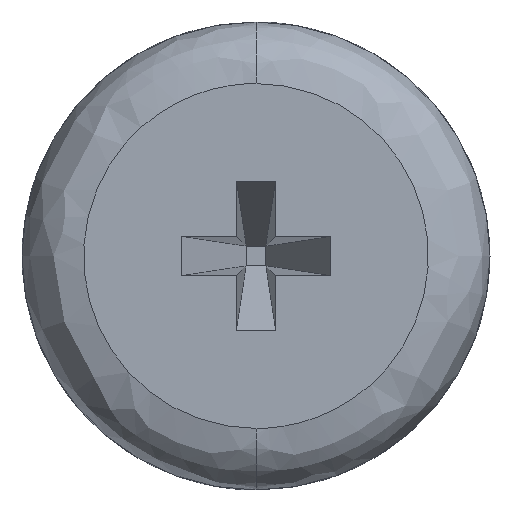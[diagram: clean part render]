
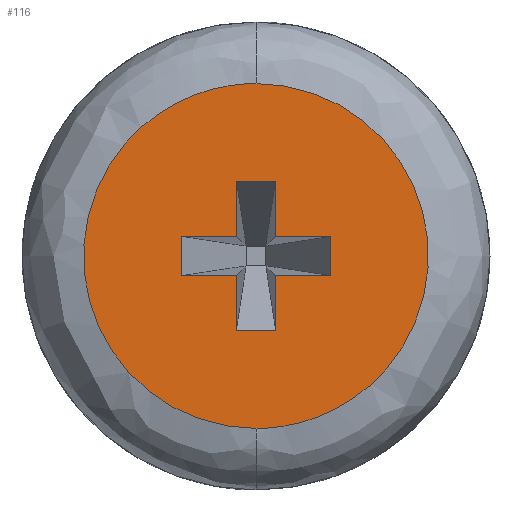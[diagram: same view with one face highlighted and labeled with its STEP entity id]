
A CAD part, left-side view. The second image highlights one B-rep face of the part: STEP entity #116.
In plain terms, the highlighted planar face has unit normal (-1, 0, 0).
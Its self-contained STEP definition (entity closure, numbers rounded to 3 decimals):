
#116=ADVANCED_FACE('NONE',(#272,#273),#274,.T.);
#272=FACE_OUTER_BOUND('',#1938,.T.);
#273=FACE_BOUND('',#1939,.T.);
#274=PLANE('',#1940);
#1938=EDGE_LOOP('',(#2255,#2256));
#1939=EDGE_LOOP('',(#2257,#2258,#2259,#2260,#2261,#2262,#2263,#2264,#2265,#2266,#2267,#2268));
#1940=AXIS2_PLACEMENT_3D('',#2269,#2270,#2271);
#2255=ORIENTED_EDGE('',*,*,#2493,.F.);
#2256=ORIENTED_EDGE('',*,*,#2496,.F.);
#2257=ORIENTED_EDGE('',*,*,#2497,.T.);
#2258=ORIENTED_EDGE('',*,*,#2498,.T.);
#2259=ORIENTED_EDGE('',*,*,#2499,.T.);
#2260=ORIENTED_EDGE('',*,*,#2500,.T.);
#2261=ORIENTED_EDGE('',*,*,#2501,.T.);
#2262=ORIENTED_EDGE('',*,*,#2502,.T.);
#2263=ORIENTED_EDGE('',*,*,#2503,.T.);
#2264=ORIENTED_EDGE('',*,*,#2504,.T.);
#2265=ORIENTED_EDGE('',*,*,#2505,.T.);
#2266=ORIENTED_EDGE('',*,*,#2506,.T.);
#2267=ORIENTED_EDGE('',*,*,#2507,.T.);
#2268=ORIENTED_EDGE('',*,*,#2508,.T.);
#2269=CARTESIAN_POINT('',(0.0,-2.125,-2.125));
#2270=DIRECTION('',(-1.0,0.0,0.0));
#2271=DIRECTION('',(0.0,0.0,1.0));
#2493=EDGE_CURVE('NONE',#2735,#2736,#2737,.T.);
#2496=EDGE_CURVE('NONE',#2736,#2735,#2740,.T.);
#2497=EDGE_CURVE('NONE',#2741,#2742,#2743,.T.);
#2498=EDGE_CURVE('NONE',#2742,#2744,#2745,.T.);
#2499=EDGE_CURVE('NONE',#2744,#2746,#2747,.T.);
#2500=EDGE_CURVE('NONE',#2746,#2748,#2749,.T.);
#2501=EDGE_CURVE('NONE',#2748,#2750,#2751,.T.);
#2502=EDGE_CURVE('NONE',#2750,#2752,#2753,.T.);
#2503=EDGE_CURVE('NONE',#2752,#2754,#2755,.T.);
#2504=EDGE_CURVE('NONE',#2754,#2756,#2757,.T.);
#2505=EDGE_CURVE('NONE',#2756,#2758,#2759,.T.);
#2506=EDGE_CURVE('NONE',#2758,#2760,#2761,.T.);
#2507=EDGE_CURVE('NONE',#2760,#2762,#2763,.T.);
#2508=EDGE_CURVE('NONE',#2762,#2741,#2764,.T.);
#2735=VERTEX_POINT('NONE',#3177);
#2736=VERTEX_POINT('NONE',#3178);
#2737=(B_SPLINE_CURVE(3,(#3180,#3181,#3182,#3183),.UNSPECIFIED.,.F.,.F.)B_SPLINE_CURVE_WITH_KNOTS((4,4),(0.0,3.142),.UNSPECIFIED.)RATIONAL_B_SPLINE_CURVE((0.957,0.319,0.319,0.957))BOUNDED_CURVE()REPRESENTATION_ITEM('')GEOMETRIC_REPRESENTATION_ITEM()CURVE());
#2740=(B_SPLINE_CURVE(3,(#3213,#3214,#3215,#3216),.UNSPECIFIED.,.F.,.F.)B_SPLINE_CURVE_WITH_KNOTS((4,4),(0.0,3.142),.UNSPECIFIED.)RATIONAL_B_SPLINE_CURVE((0.957,0.319,0.319,0.957))BOUNDED_CURVE()REPRESENTATION_ITEM('')GEOMETRIC_REPRESENTATION_ITEM()CURVE());
#2741=VERTEX_POINT('NONE',#3223);
#2742=VERTEX_POINT('NONE',#3224);
#2743=LINE('',#3225,#3226);
#2744=VERTEX_POINT('NONE',#3227);
#2745=LINE('',#3228,#3229);
#2746=VERTEX_POINT('NONE',#3230);
#2747=LINE('',#3231,#3232);
#2748=VERTEX_POINT('NONE',#3233);
#2749=LINE('',#3234,#3235);
#2750=VERTEX_POINT('NONE',#3236);
#2751=LINE('',#3237,#3238);
#2752=VERTEX_POINT('NONE',#3239);
#2753=LINE('',#3240,#3241);
#2754=VERTEX_POINT('NONE',#3242);
#2755=LINE('',#3243,#3244);
#2756=VERTEX_POINT('NONE',#3245);
#2757=LINE('',#3246,#3247);
#2758=VERTEX_POINT('NONE',#3248);
#2759=LINE('',#3249,#3250);
#2760=VERTEX_POINT('NONE',#3251);
#2761=LINE('',#3252,#3253);
#2762=VERTEX_POINT('NONE',#3254);
#2763=LINE('',#3255,#3256);
#2764=LINE('',#3257,#3258);
#3177=CARTESIAN_POINT('',(0.,0.0,-2.1));
#3178=CARTESIAN_POINT('',(0.,0.0,2.1));
#3180=CARTESIAN_POINT('',(0.,0.0,-2.1));
#3181=CARTESIAN_POINT('',(0.,4.2,-2.1));
#3182=CARTESIAN_POINT('',(0.,4.2,2.1));
#3183=CARTESIAN_POINT('',(0.,0.0,2.1));
#3213=CARTESIAN_POINT('',(0.,0.0,2.1));
#3214=CARTESIAN_POINT('',(0.,-4.2,2.1));
#3215=CARTESIAN_POINT('',(0.,-4.2,-2.1));
#3216=CARTESIAN_POINT('',(0.,0.0,-2.1));
#3223=CARTESIAN_POINT('',(0.,0.24,-0.24));
#3224=CARTESIAN_POINT('',(0.,0.91,-0.24));
#3225=CARTESIAN_POINT('',(0.0,-2.125,-0.24));
#3226=VECTOR('',#3565,1000.0);
#3227=CARTESIAN_POINT('',(0.,0.91,0.24));
#3228=CARTESIAN_POINT('',(0.0,0.91,-2.125));
#3229=VECTOR('',#3566,1000.0);
#3230=CARTESIAN_POINT('',(0.,0.24,0.24));
#3231=CARTESIAN_POINT('',(0.0,-2.125,0.24));
#3232=VECTOR('',#3567,1000.0);
#3233=CARTESIAN_POINT('',(0.,0.24,0.91));
#3234=CARTESIAN_POINT('',(0.0,0.24,-2.125));
#3235=VECTOR('',#3568,1000.0);
#3236=CARTESIAN_POINT('',(0.,-0.24,0.91));
#3237=CARTESIAN_POINT('',(0.0,-2.125,0.91));
#3238=VECTOR('',#3569,1000.0);
#3239=CARTESIAN_POINT('',(0.,-0.24,0.24));
#3240=CARTESIAN_POINT('',(0.0,-0.24,-2.125));
#3241=VECTOR('',#3570,1000.0);
#3242=CARTESIAN_POINT('',(0.,-0.91,0.24));
#3243=CARTESIAN_POINT('',(0.0,-2.125,0.24));
#3244=VECTOR('',#3571,1000.0);
#3245=CARTESIAN_POINT('',(0.,-0.91,-0.24));
#3246=CARTESIAN_POINT('',(0.0,-0.91,-2.125));
#3247=VECTOR('',#3572,1000.0);
#3248=CARTESIAN_POINT('',(0.,-0.24,-0.24));
#3249=CARTESIAN_POINT('',(0.0,-2.125,-0.24));
#3250=VECTOR('',#3573,1000.0);
#3251=CARTESIAN_POINT('',(0.,-0.24,-0.91));
#3252=CARTESIAN_POINT('',(0.0,-0.24,-2.125));
#3253=VECTOR('',#3574,1000.0);
#3254=CARTESIAN_POINT('',(0.,0.24,-0.91));
#3255=CARTESIAN_POINT('',(0.0,-2.125,-0.91));
#3256=VECTOR('',#3575,1000.0);
#3257=CARTESIAN_POINT('',(0.0,0.24,-2.125));
#3258=VECTOR('',#3576,1000.0);
#3565=DIRECTION('',(0.0,1.0,-0.0));
#3566=DIRECTION('',(0.0,0.0,1.0));
#3567=DIRECTION('',(-0.0,-1.0,0.0));
#3568=DIRECTION('',(0.0,0.0,1.0));
#3569=DIRECTION('',(-0.0,-1.0,0.0));
#3570=DIRECTION('',(-0.0,-0.0,-1.0));
#3571=DIRECTION('',(-0.0,-1.0,0.0));
#3572=DIRECTION('',(-0.0,-0.0,-1.0));
#3573=DIRECTION('',(0.0,1.0,-0.0));
#3574=DIRECTION('',(-0.0,-0.0,-1.0));
#3575=DIRECTION('',(0.0,1.0,-0.0));
#3576=DIRECTION('',(0.0,0.0,1.0));
